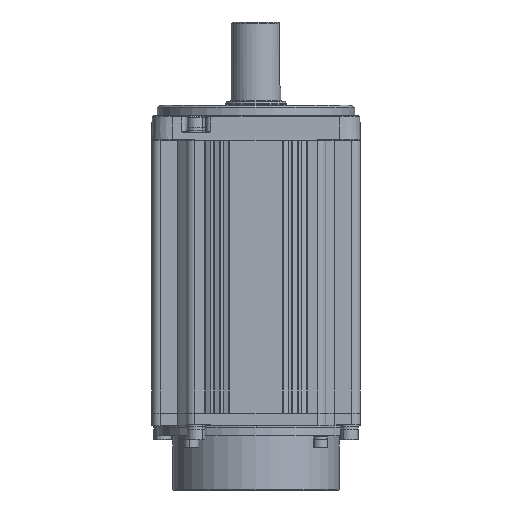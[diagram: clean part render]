
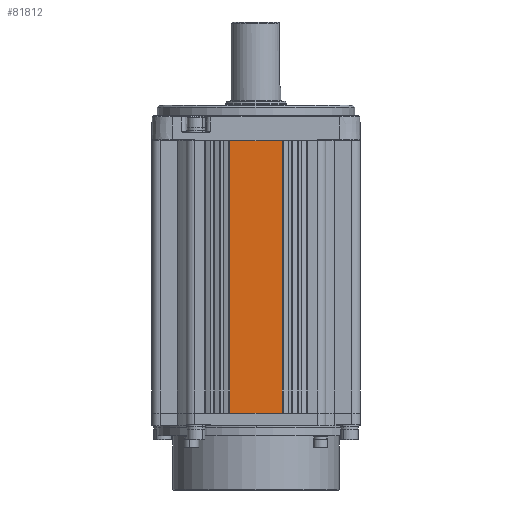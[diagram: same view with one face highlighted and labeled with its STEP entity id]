
A CAD part, left-side view. The second image highlights one B-rep face of the part: STEP entity #81812.
In plain terms, the highlighted planar face has unit normal (-1, 0, 0).
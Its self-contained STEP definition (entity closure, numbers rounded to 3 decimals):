
#1356 = CARTESIAN_POINT ( 'NONE',  ( -50.15, -12.7, 131. ) ) ;
#7947 = CARTESIAN_POINT ( 'NONE',  ( -50.15, -29.5, 131. ) ) ;
#14107 = DIRECTION ( 'NONE',  ( 0., 0., -1. ) ) ;
#20359 = DIRECTION ( 'NONE',  ( 1., 0., 0. ) ) ;
#24915 = VECTOR ( 'NONE', #86140, 1000. ) ;
#27367 = CARTESIAN_POINT ( 'NONE',  ( -50.15, -12.7, 0. ) ) ;
#28688 = EDGE_LOOP ( 'NONE', ( #111459, #32350, #30711, #61519 ) ) ;
#30711 = ORIENTED_EDGE ( 'NONE', *, *, #43119, .F. ) ;
#32350 = ORIENTED_EDGE ( 'NONE', *, *, #33186, .T. ) ;
#32895 = DIRECTION ( 'NONE',  ( 0., 0., -1. ) ) ;
#33186 = EDGE_CURVE ( 'NONE', #42416, #100397, #76726, .T. ) ;
#41430 = CARTESIAN_POINT ( 'NONE',  ( -50.15, 12.7, 131. ) ) ;
#41985 = CARTESIAN_POINT ( 'NONE',  ( -50.15, -29.5, 131. ) ) ;
#42416 = VERTEX_POINT ( 'NONE', #27367 ) ;
#43119 = EDGE_CURVE ( 'NONE', #85657, #100397, #91140, .T. ) ;
#46369 = CARTESIAN_POINT ( 'NONE',  ( -50.15, -12.7, 131. ) ) ;
#47848 = LINE ( 'NONE', #86725, #24915 ) ;
#60241 = LINE ( 'NONE', #41430, #106050 ) ;
#61519 = ORIENTED_EDGE ( 'NONE', *, *, #112042, .T. ) ;
#61556 = AXIS2_PLACEMENT_3D ( 'NONE', #41985, #20359, #32895 ) ;
#61882 = CARTESIAN_POINT ( 'NONE',  ( -50.15, 12.7, 0. ) ) ;
#69340 = FACE_OUTER_BOUND ( 'NONE', #28688, .T. ) ;
#76726 = LINE ( 'NONE', #46369, #109766 ) ;
#81812 = ADVANCED_FACE ( 'NONE', ( #69340 ), #95070, .F. ) ;
#82015 = DIRECTION ( 'NONE',  ( 0., -1., 0. ) ) ;
#85202 = CARTESIAN_POINT ( 'NONE',  ( -50.15, 12.7, 131. ) ) ;
#85657 = VERTEX_POINT ( 'NONE', #85202 ) ;
#86140 = DIRECTION ( 'NONE',  ( 0., -1., 0. ) ) ;
#86725 = CARTESIAN_POINT ( 'NONE',  ( -50.15, -29.5, 0. ) ) ;
#91140 = LINE ( 'NONE', #7947, #96310 ) ;
#95070 = PLANE ( 'NONE',  #61556 ) ;
#96310 = VECTOR ( 'NONE', #82015, 1000. ) ;
#100397 = VERTEX_POINT ( 'NONE', #1356 ) ;
#101948 = VERTEX_POINT ( 'NONE', #61882 ) ;
#102042 = EDGE_CURVE ( 'NONE', #101948, #42416, #47848, .T. ) ;
#106050 = VECTOR ( 'NONE', #14107, 1000. ) ;
#109766 = VECTOR ( 'NONE', #111378, 1000. ) ;
#111378 = DIRECTION ( 'NONE',  ( 0., 0., 1. ) ) ;
#111459 = ORIENTED_EDGE ( 'NONE', *, *, #102042, .T. ) ;
#112042 = EDGE_CURVE ( 'NONE', #85657, #101948, #60241, .T. ) ;
